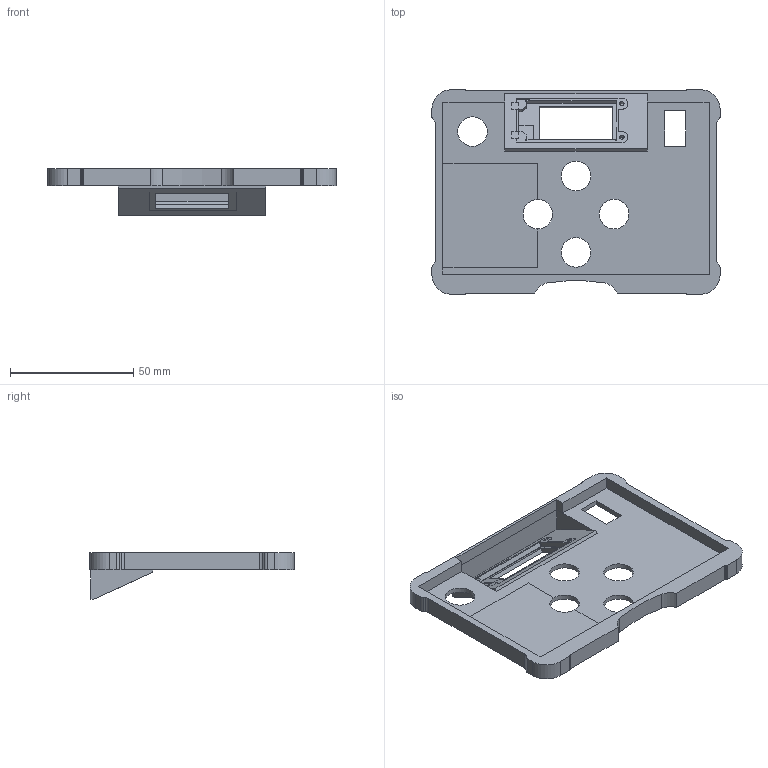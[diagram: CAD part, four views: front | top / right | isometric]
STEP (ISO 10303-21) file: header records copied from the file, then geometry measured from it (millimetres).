
FILE_DESCRIPTION(('FreeCAD Model'),'2;1');
FILE_NAME('Open CASCADE Shape Model','2024-09-04T15:01:00',(''),(''), 'Open CASCADE STEP processor 7.6','FreeCAD','Unknown');
FILE_SCHEMA(('AUTOMOTIVE_DESIGN { 1 0 10303 214 1 1 1 1 }'));
Length unit declared in the file: millimetre
Products named in the file (1): case v7
Bounding box: 117 x 83 x 19 mm (x, y, z)
Volume: 26641 mm3; surface area: 24445.8 mm2
Topology: 1 solids, 2 shells, 173 faces, 471 edges, 304 vertices
Faces by surface type: plane 134, cylinder 39
Full cylindrical faces by diameter (mm): 1.8 x2, 12 x5
Entity records: 5446 total; most frequent: CARTESIAN_POINT 949, ORIENTED_EDGE 942, DIRECTION 908, EDGE_CURVE 471, LINE 382, VECTOR 382, VERTEX_POINT 304, AXIS2_PLACEMENT_3D 263
